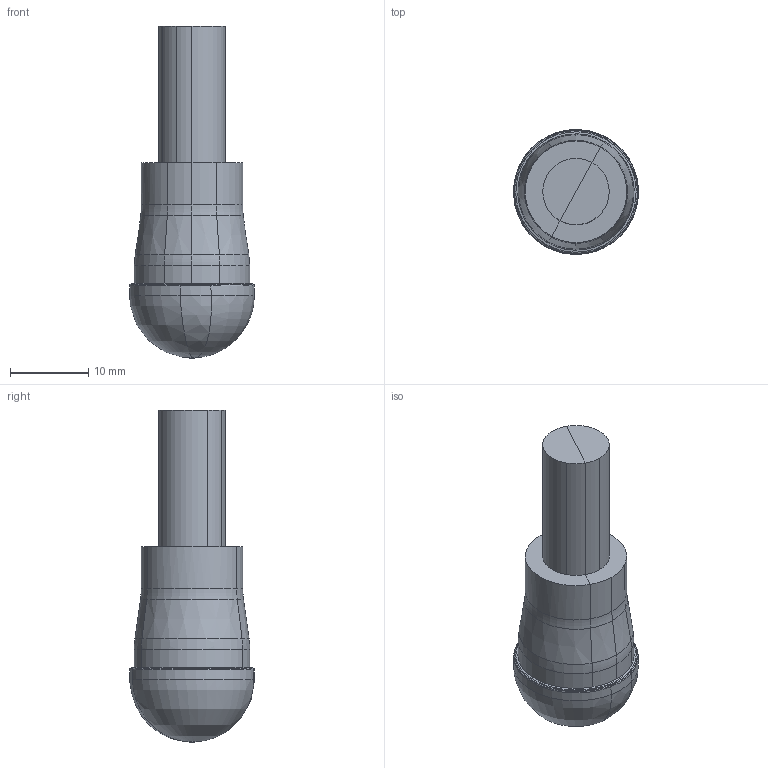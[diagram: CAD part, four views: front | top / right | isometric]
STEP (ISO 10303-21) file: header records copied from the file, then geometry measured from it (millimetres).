
FILE_DESCRIPTION((''),'2;1');
FILE_NAME('1TW7Q016025X5R00','2015-12-05T',('thielmann'),(''),'PRO/ENGINEER BY PARAMETRIC TECHNOLOGY CORPORATION, 2011490','PRO/ENGINEER BY PARAMETRIC TECHNOLOGY CORPORATION, 2011490','');
FILE_SCHEMA(('AUTOMOTIVE_DESIGN { 1 2 10303 214 0 1 1 1 }'));
Length unit declared in the file: millimetre
Products named in the file (3): NO_CUT; CUT; 1TW7Q016025X5R00
Assembly tree (2 placements, depth 2):
  1TW7Q016025X5R00
    NO_CUT
    CUT
Bounding box: 15.97 x 16 x 42.49 mm (x, y, z)
Volume: 4384.6 mm3; surface area: 2419.3 mm2
Topology: 1 solids, 2 shells, 122 faces, 285 edges, 177 vertices
Faces by surface type: revolution 56, bspline 32, cylinder 18, cone 6, torus 6, plane 4
Entity records: 6200 total; most frequent: CARTESIAN_POINT 1683, ORIENTED_EDGE 522, DIRECTION 512, PRESENTATION_STYLE_ASSIGNMENT 444, STYLED_ITEM 322, CURVE_STYLE 320, EDGE_CURVE 261, AXIS2_PLACEMENT_3D 204
